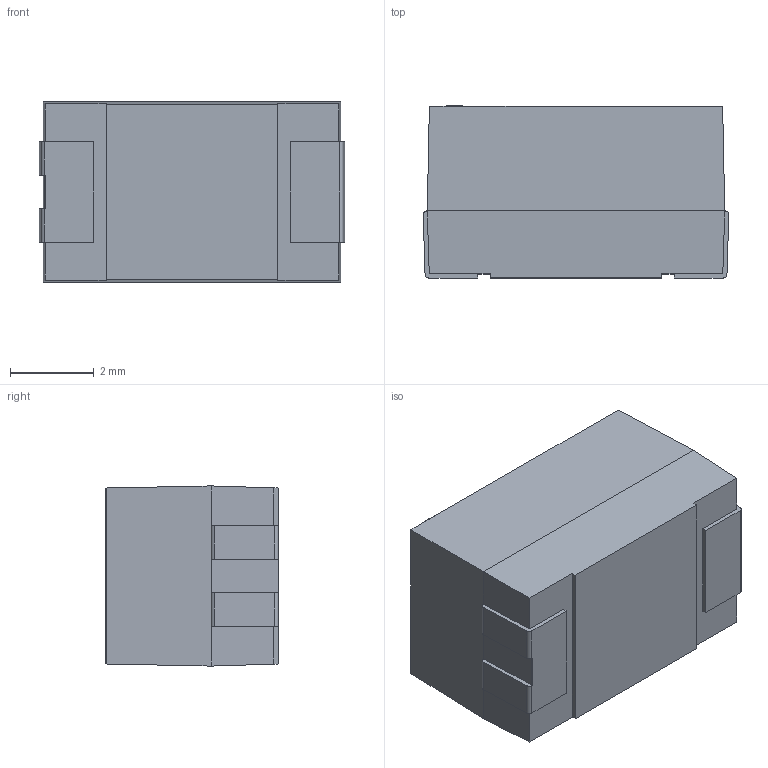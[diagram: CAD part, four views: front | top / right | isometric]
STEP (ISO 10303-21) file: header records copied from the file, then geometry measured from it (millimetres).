
FILE_DESCRIPTION (( 'STEP AP214' ), '1' );
FILE_NAME ('95ECD949-0111-4CAF-B115-408ED3EE0589.STEP', '2007-03-14T06:51:39', ( 'sysAdmin' ), ( 'SolidWorks' ), 'SwSTEP 2.0', 'SolidWorks 2007', '' );
FILE_SCHEMA (( 'AUTOMOTIVE_DESIGN' ));
Length unit declared in the file: millimetre
Products named in the file (1): 95ECD949-0111-4CAF-B115-408ED3EE0589
Bounding box: 7.29 x 4.11 x 4.3 mm (x, y, z)
Volume: 122.8 mm3; surface area: 153.9 mm2
Topology: 1 solids, 1 shells, 48 faces, 122 edges, 76 vertices
Faces by surface type: plane 40, cylinder 8
Entity records: 1965 total; most frequent: CARTESIAN_POINT 247, ORIENTED_EDGE 244, DIRECTION 236, EDGE_CURVE 122, VECTOR 106, LINE 106, VERTEX_POINT 76, AXIS2_PLACEMENT_3D 65
